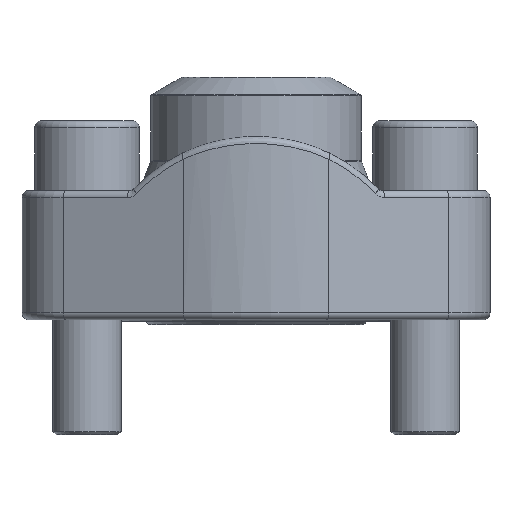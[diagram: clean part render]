
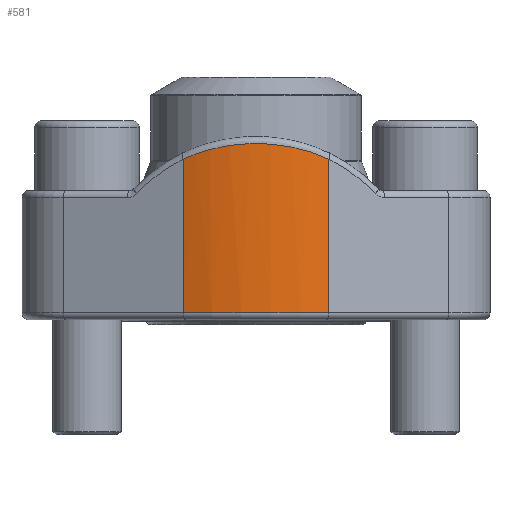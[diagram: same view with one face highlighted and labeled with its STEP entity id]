
A CAD part, front view. The second image highlights one B-rep face of the part: STEP entity #581.
In plain terms, the highlighted cylindrical face has radius 57 mm (diameter 114 mm), a partial arc.
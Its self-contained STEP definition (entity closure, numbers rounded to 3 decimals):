
#433=B_SPLINE_CURVE_WITH_KNOTS('',3,(#2736,#2737,#2738,#2739,#2740,#2741,
#2742,#2743,#2744,#2745),.UNSPECIFIED.,.F.,.F.,(4,2,2,2,4),(0.,0.25,0.5,
0.75,1.),.UNSPECIFIED.);
#581=ADVANCED_FACE('',(#707),#673,.T.);
#673=CYLINDRICAL_SURFACE('',#1839,57.);
#707=FACE_OUTER_BOUND('',#774,.T.);
#774=EDGE_LOOP('',(#1107,#1108,#1109,#1110));
#934=CIRCLE('',#1838,57.);
#1107=ORIENTED_EDGE('',*,*,#1566,.T.);
#1108=ORIENTED_EDGE('',*,*,#1578,.T.);
#1109=ORIENTED_EDGE('',*,*,#1559,.F.);
#1110=ORIENTED_EDGE('',*,*,#1579,.T.);
#1417=VERTEX_POINT('',#2655);
#1418=VERTEX_POINT('',#2656);
#1423=VERTEX_POINT('',#2677);
#1424=VERTEX_POINT('',#2679);
#1559=EDGE_CURVE('',#1417,#1418,#1702,.T.);
#1566=EDGE_CURVE('',#1424,#1423,#1707,.T.);
#1578=EDGE_CURVE('',#1423,#1418,#934,.T.);
#1579=EDGE_CURVE('',#1417,#1424,#433,.T.);
#1702=LINE('',#2654,#1754);
#1707=LINE('',#2678,#1759);
#1754=VECTOR('',#2113,1.);
#1759=VECTOR('',#2122,1.);
#1838=AXIS2_PLACEMENT_3D('',#2735,#2144,#2145);
#1839=AXIS2_PLACEMENT_3D('',#2746,#2146,#2147);
#2113=DIRECTION('',(0.,0.,-1.));
#2122=DIRECTION('',(0.,0.,-1.));
#2144=DIRECTION('',(0.,0.,1.));
#2145=DIRECTION('',(-1.,0.,0.));
#2146=DIRECTION('',(0.,0.,-1.));
#2147=DIRECTION('',(-1.,0.,0.));
#2654=CARTESIAN_POINT('',(-20.832,53.057,57.));
#2655=CARTESIAN_POINT('',(-20.832,53.057,45.962));
#2656=CARTESIAN_POINT('',(-20.832,53.057,2.));
#2677=CARTESIAN_POINT('',(20.832,53.057,2.));
#2678=CARTESIAN_POINT('',(20.832,53.057,57.));
#2679=CARTESIAN_POINT('',(20.832,53.057,45.962));
#2735=CARTESIAN_POINT('',(0.,0.,2.));
#2736=CARTESIAN_POINT('',(-20.832,53.057,45.962));
#2737=CARTESIAN_POINT('',(-17.688,54.291,47.439));
#2738=CARTESIAN_POINT('',(-14.298,55.292,48.569));
#2739=CARTESIAN_POINT('',(-7.302,56.642,50.075));
#2740=CARTESIAN_POINT('',(-3.611,57.002,50.462));
#2741=CARTESIAN_POINT('',(3.672,56.998,50.458));
#2742=CARTESIAN_POINT('',(7.331,56.64,50.072));
#2743=CARTESIAN_POINT('',(14.364,55.277,48.552));
#2744=CARTESIAN_POINT('',(17.688,54.291,47.439));
#2745=CARTESIAN_POINT('',(20.832,53.057,45.962));
#2746=CARTESIAN_POINT('',(0.,0.,57.));
